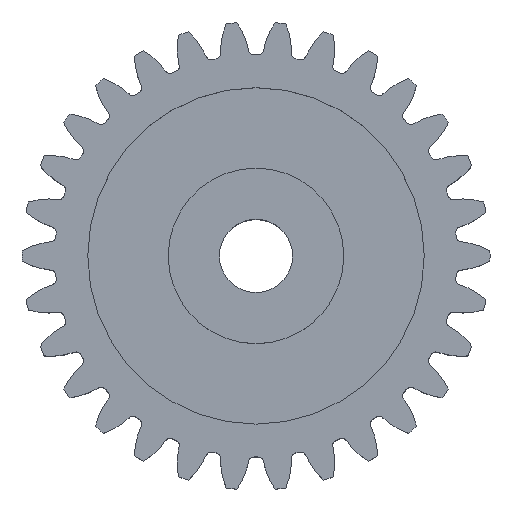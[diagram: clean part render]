
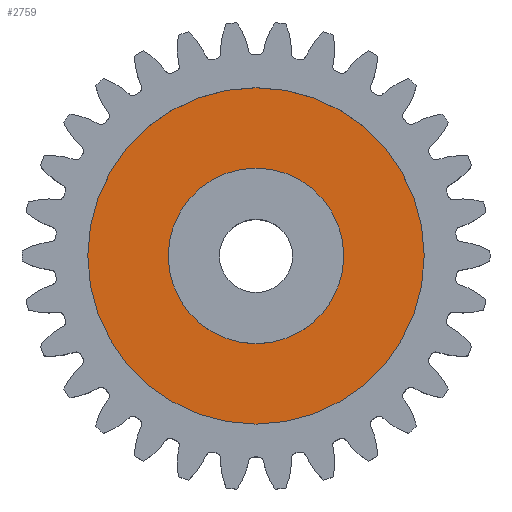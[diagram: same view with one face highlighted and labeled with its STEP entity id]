
A CAD part, top view. The second image highlights one B-rep face of the part: STEP entity #2759.
In plain terms, the highlighted planar face has unit normal (0, 0, 1).
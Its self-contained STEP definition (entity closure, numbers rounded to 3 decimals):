
#138 = CARTESIAN_POINT ( 'NONE',  ( -23., 0., 10.5 ) ) ;
#274 = CARTESIAN_POINT ( 'NONE',  ( 23., 0., 10.5 ) ) ;
#377 = CIRCLE ( 'NONE', #412, 12. ) ;
#388 = CARTESIAN_POINT ( 'NONE',  ( 12., 0., 10.5 ) ) ;
#408 = CIRCLE ( 'NONE', #452, 23. ) ;
#410 = DIRECTION ( 'NONE',  ( -1., 0., 0. ) ) ;
#411 = DIRECTION ( 'NONE',  ( 0., 0., -1. ) ) ;
#412 = AXIS2_PLACEMENT_3D ( 'NONE', #424, #411, #410 ) ;
#424 = CARTESIAN_POINT ( 'NONE',  ( 0., 0., 10.5 ) ) ;
#426 = CARTESIAN_POINT ( 'NONE',  ( -12., 0., 10.5 ) ) ;
#441 = DIRECTION ( 'NONE',  ( -1., 0., 0. ) ) ;
#445 = DIRECTION ( 'NONE',  ( 0., 0., -1. ) ) ;
#446 = CARTESIAN_POINT ( 'NONE',  ( 0., 0., 10.5 ) ) ;
#452 = AXIS2_PLACEMENT_3D ( 'NONE', #446, #445, #441 ) ;
#2755 = ORIENTED_EDGE ( 'NONE', *, *, #6231, .T. ) ;
#2756 = EDGE_LOOP ( 'NONE', ( #2847, #2845 ) ) ;
#2758 = ORIENTED_EDGE ( 'NONE', *, *, #2760, .T. ) ;
#2759 = ADVANCED_FACE ( 'NONE', ( #4258, #4243 ), #4261, .F. ) ;
#2760 = EDGE_CURVE ( 'NONE', #6218, #6232, #4264, .T. ) ;
#2805 = EDGE_CURVE ( 'NONE', #6255, #6198, #4283, .T. ) ;
#2806 = EDGE_LOOP ( 'NONE', ( #2755, #2758 ) ) ;
#2845 = ORIENTED_EDGE ( 'NONE', *, *, #6254, .F. ) ;
#2847 = ORIENTED_EDGE ( 'NONE', *, *, #2805, .F. ) ;
#4217 = DIRECTION ( 'NONE',  ( -1., 0., 0. ) ) ;
#4218 = CARTESIAN_POINT ( 'NONE',  ( 0., 0., 10.5 ) ) ;
#4235 = DIRECTION ( 'NONE',  ( 0., 0., -1. ) ) ;
#4241 = AXIS2_PLACEMENT_3D ( 'NONE', #4218, #4235, #4257 ) ;
#4243 = FACE_OUTER_BOUND ( 'NONE', #2756, .T. ) ;
#4253 = DIRECTION ( 'NONE',  ( 0., 0., -1. ) ) ;
#4257 = DIRECTION ( 'NONE',  ( -1., 0., 0. ) ) ;
#4258 = FACE_BOUND ( 'NONE', #2806, .T. ) ;
#4261 = PLANE ( 'NONE',  #4241 ) ;
#4262 = CARTESIAN_POINT ( 'NONE',  ( 0., 0., 10.5 ) ) ;
#4263 = AXIS2_PLACEMENT_3D ( 'NONE', #4262, #4253, #4217 ) ;
#4264 = CIRCLE ( 'NONE', #4263, 12. ) ;
#4271 = AXIS2_PLACEMENT_3D ( 'NONE', #4274, #4279, #4302 ) ;
#4274 = CARTESIAN_POINT ( 'NONE',  ( 0., 0., 10.5 ) ) ;
#4279 = DIRECTION ( 'NONE',  ( 0., 0., -1. ) ) ;
#4283 = CIRCLE ( 'NONE', #4271, 23. ) ;
#4302 = DIRECTION ( 'NONE',  ( -1., 0., 0. ) ) ;
#6198 = VERTEX_POINT ( 'NONE', #274 ) ;
#6218 = VERTEX_POINT ( 'NONE', #388 ) ;
#6231 = EDGE_CURVE ( 'NONE', #6232, #6218, #377, .T. ) ;
#6232 = VERTEX_POINT ( 'NONE', #426 ) ;
#6254 = EDGE_CURVE ( 'NONE', #6198, #6255, #408, .T. ) ;
#6255 = VERTEX_POINT ( 'NONE', #138 ) ;
